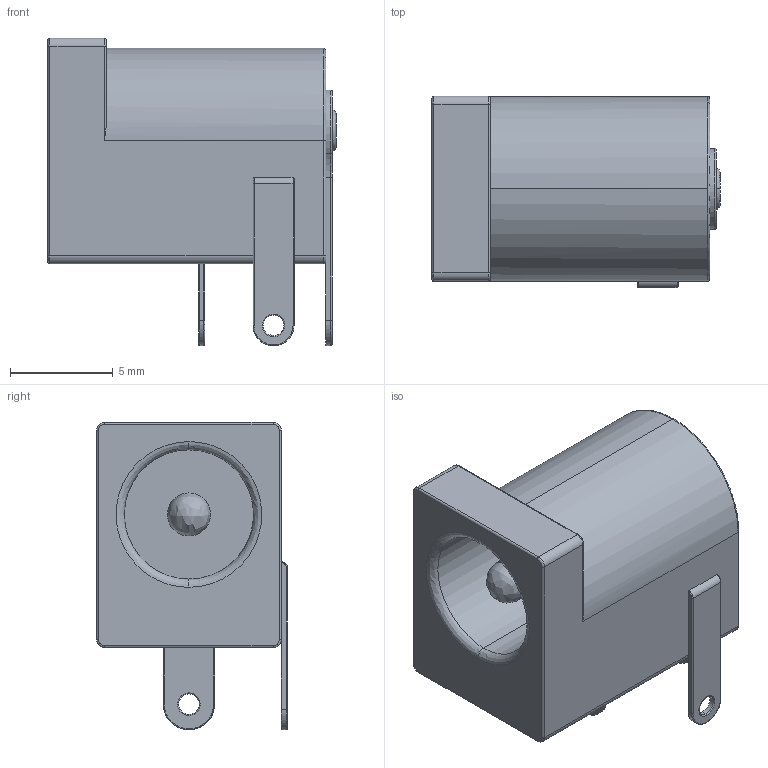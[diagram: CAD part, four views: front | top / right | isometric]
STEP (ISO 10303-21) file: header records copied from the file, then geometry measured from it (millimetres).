
FILE_DESCRIPTION (( 'STEP AP214' ), '1' );
FILE_NAME ('DC-0050.STEP', '2017-06-24T00:59:22', ( 'Charjie' ), ( 'Microsoft' ), 'SwSTEP 2.0', 'SolidWorks 2014', '' );
FILE_SCHEMA (( 'AUTOMOTIVE_DESIGN' ));
Length unit declared in the file: millimetre
Products named in the file (4): DC-0050; DC-005; dc-005; Designator472
Assembly tree (3 placements, depth 4):
  DC-0050
    Designator472
      dc-005
        DC-005
Bounding box: 14.05 x 9.3 x 15 mm (x, y, z)
Volume: 947 mm3; surface area: 985 mm2
Topology: 1 solids, 1 shells, 97 faces, 224 edges, 133 vertices
Faces by surface type: cylinder 44, bspline 32, plane 21
Entity records: 4422 total; most frequent: CARTESIAN_POINT 1178, ORIENTED_EDGE 448, DIRECTION 440, EDGE_CURVE 224, AXIS2_PLACEMENT_3D 176, VERTEX_POINT 133, EDGE_LOOP 107, CIRCLE 103
